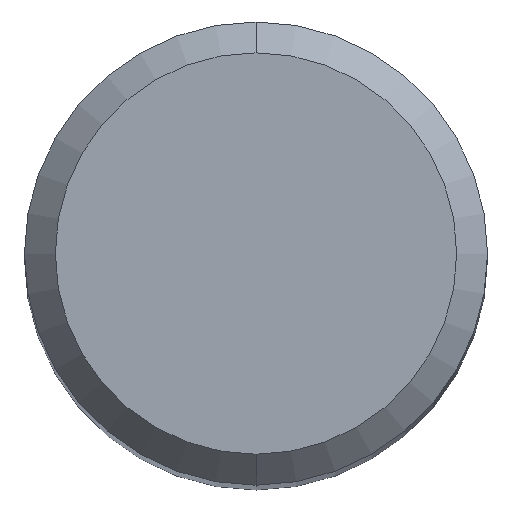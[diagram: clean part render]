
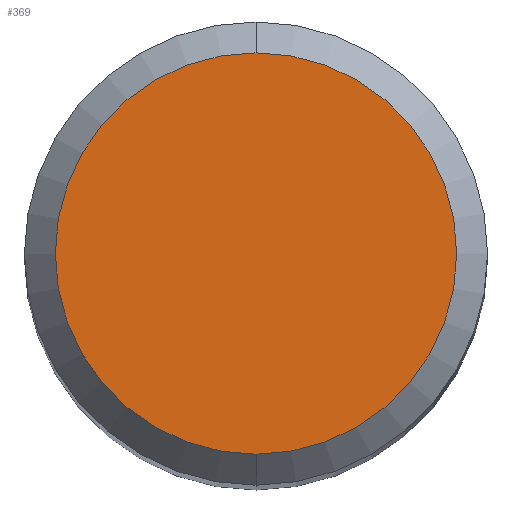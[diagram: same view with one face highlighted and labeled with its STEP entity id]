
A CAD part, top view. The second image highlights one B-rep face of the part: STEP entity #369.
In plain terms, the highlighted planar face has unit normal (0, 0, 1).
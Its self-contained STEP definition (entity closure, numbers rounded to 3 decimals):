
#313=EDGE_CURVE('',#375,#383,#630,.T.);
#369=ADVANCED_FACE('',(#688),#689,.T.);
#375=VERTEX_POINT('',#695);
#383=VERTEX_POINT('',#703);
#435=EDGE_CURVE('',#383,#375,#762,.T.);
#630=CIRCLE('',#1051,2.6);
#688=FACE_OUTER_BOUND('',#1173,.T.);
#689=PLANE('',#1174);
#695=CARTESIAN_POINT('',(0.,-2.6,0.0));
#703=CARTESIAN_POINT('',(0.0,2.6,0.0));
#762=CIRCLE('',#1368,2.6);
#1051=AXIS2_PLACEMENT_3D('',#1620,#1621,#1622);
#1173=EDGE_LOOP('',(#1671,#1672));
#1174=AXIS2_PLACEMENT_3D('',#1673,#1674,#1675);
#1368=AXIS2_PLACEMENT_3D('',#1748,#1749,#1750);
#1620=CARTESIAN_POINT('',(0.0,0.0,0.0));
#1621=DIRECTION('',(0.0,0.0,-1.0));
#1622=DIRECTION('',(0.0,1.0,0.0));
#1671=ORIENTED_EDGE('',*,*,#435,.F.);
#1672=ORIENTED_EDGE('',*,*,#313,.F.);
#1673=CARTESIAN_POINT('',(0.0,1.3,0.0));
#1674=DIRECTION('',(-0.0,0.0,1.0));
#1675=DIRECTION('',(0.0,-1.0,0.0));
#1748=CARTESIAN_POINT('',(0.0,0.0,0.0));
#1749=DIRECTION('',(0.0,0.0,-1.0));
#1750=DIRECTION('',(0.0,1.0,0.0));
